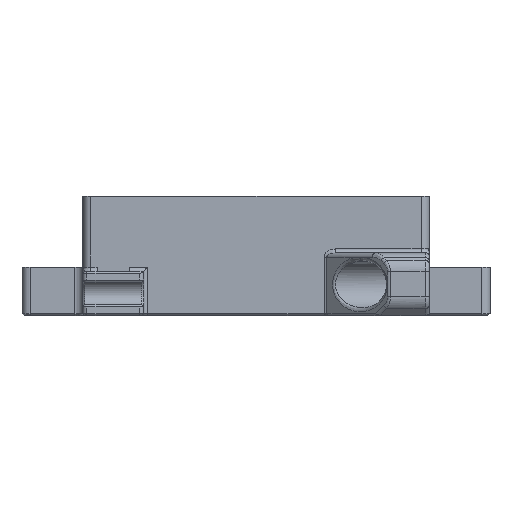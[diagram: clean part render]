
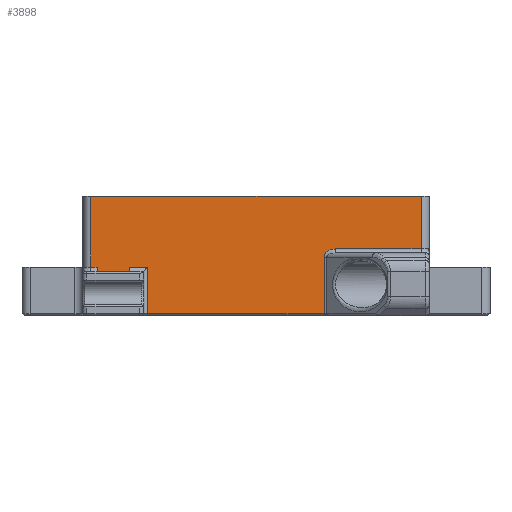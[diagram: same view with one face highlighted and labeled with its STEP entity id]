
A CAD part, left-side view. The second image highlights one B-rep face of the part: STEP entity #3898.
In plain terms, the highlighted planar face has unit normal (-1, 0, 0).
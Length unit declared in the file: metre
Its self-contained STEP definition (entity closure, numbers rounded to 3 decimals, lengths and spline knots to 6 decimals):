
#319=LINE('',#6288,#713);
#320=LINE('',#6290,#714);
#321=LINE('',#6292,#715);
#322=LINE('',#6296,#716);
#323=LINE('',#6298,#717);
#324=LINE('',#6300,#718);
#325=LINE('',#6302,#719);
#326=LINE('',#6304,#720);
#327=LINE('',#6306,#721);
#328=LINE('',#6308,#722);
#329=LINE('',#6310,#723);
#330=LINE('',#6311,#724);
#713=VECTOR('',#4846,1.);
#714=VECTOR('',#4847,1.);
#715=VECTOR('',#4848,1.);
#716=VECTOR('',#4851,1.);
#717=VECTOR('',#4852,1.);
#718=VECTOR('',#4853,1.);
#719=VECTOR('',#4854,1.);
#720=VECTOR('',#4855,1.);
#721=VECTOR('',#4856,1.);
#722=VECTOR('',#4857,1.);
#723=VECTOR('',#4858,1.);
#724=VECTOR('',#4859,1.);
#1134=PLANE('',#4200);
#1247=FACE_OUTER_BOUND('',#1483,.T.);
#1483=EDGE_LOOP('',(#2918,#2919,#2920,#2921,#2922,#2923,#2924,#2925,#2926,
#2927,#2928,#2929,#2930));
#1700=ELLIPSE('',#4201,0.002828,0.002);
#1928=VERTEX_POINT('',#6286);
#1929=VERTEX_POINT('',#6287);
#1930=VERTEX_POINT('',#6289);
#1931=VERTEX_POINT('',#6291);
#1932=VERTEX_POINT('',#6293);
#1933=VERTEX_POINT('',#6295);
#1934=VERTEX_POINT('',#6297);
#1935=VERTEX_POINT('',#6299);
#1936=VERTEX_POINT('',#6301);
#1937=VERTEX_POINT('',#6303);
#1938=VERTEX_POINT('',#6305);
#1939=VERTEX_POINT('',#6307);
#1940=VERTEX_POINT('',#6309);
#2313=EDGE_CURVE('',#1928,#1929,#319,.F.);
#2314=EDGE_CURVE('',#1929,#1930,#320,.T.);
#2315=EDGE_CURVE('',#1930,#1931,#321,.T.);
#2316=EDGE_CURVE('',#1932,#1931,#1700,.T.);
#2317=EDGE_CURVE('',#1932,#1933,#322,.T.);
#2318=EDGE_CURVE('',#1933,#1934,#323,.F.);
#2319=EDGE_CURVE('',#1934,#1935,#324,.T.);
#2320=EDGE_CURVE('',#1935,#1936,#325,.T.);
#2321=EDGE_CURVE('',#1936,#1937,#326,.F.);
#2322=EDGE_CURVE('',#1937,#1938,#327,.T.);
#2323=EDGE_CURVE('',#1939,#1938,#328,.T.);
#2324=EDGE_CURVE('',#1939,#1940,#329,.T.);
#2325=EDGE_CURVE('',#1940,#1928,#330,.F.);
#2918=ORIENTED_EDGE('',*,*,#2313,.T.);
#2919=ORIENTED_EDGE('',*,*,#2314,.T.);
#2920=ORIENTED_EDGE('',*,*,#2315,.T.);
#2921=ORIENTED_EDGE('',*,*,#2316,.F.);
#2922=ORIENTED_EDGE('',*,*,#2317,.T.);
#2923=ORIENTED_EDGE('',*,*,#2318,.T.);
#2924=ORIENTED_EDGE('',*,*,#2319,.T.);
#2925=ORIENTED_EDGE('',*,*,#2320,.T.);
#2926=ORIENTED_EDGE('',*,*,#2321,.T.);
#2927=ORIENTED_EDGE('',*,*,#2322,.T.);
#2928=ORIENTED_EDGE('',*,*,#2323,.F.);
#2929=ORIENTED_EDGE('',*,*,#2324,.T.);
#2930=ORIENTED_EDGE('',*,*,#2325,.T.);
#3898=ADVANCED_FACE('',(#1247),#1134,.T.);
#4200=AXIS2_PLACEMENT_3D('',#6285,#4844,#4845);
#4201=AXIS2_PLACEMENT_3D('',#6294,#4849,#4850);
#4844=DIRECTION('center_axis',(-1.,0.,0.));
#4845=DIRECTION('ref_axis',(0.,0.,1.));
#4846=DIRECTION('',(0.,0.,1.));
#4847=DIRECTION('',(0.,-1.,0.));
#4848=DIRECTION('',(0.,0.,1.));
#4849=DIRECTION('center_axis',(-1.,0.,0.));
#4850=DIRECTION('ref_axis',(0.,-1.,0.));
#4851=DIRECTION('',(0.,-1.,0.));
#4852=DIRECTION('',(0.,0.,-1.));
#4853=DIRECTION('',(0.,1.,0.));
#4854=DIRECTION('',(0.,0.,-1.));
#4855=DIRECTION('',(0.,1.,0.));
#4856=DIRECTION('',(0.,0.,-1.));
#4857=DIRECTION('',(0.,1.,0.));
#4858=DIRECTION('',(0.,0.,1.));
#4859=DIRECTION('',(0.,1.,0.));
#6285=CARTESIAN_POINT('Origin',(-0.172926,-0.061704,
0.01725));
#6286=CARTESIAN_POINT('',(-0.172926,-0.035004,0.02725));
#6287=CARTESIAN_POINT('',(-0.172926,-0.035004,0.01575));
#6288=CARTESIAN_POINT('',(-0.172926,-0.035004,0.01725));
#6289=CARTESIAN_POINT('',(-0.172926,-0.07849,0.01575));
#6290=CARTESIAN_POINT('',(-0.172926,-0.07849,0.01575));
#6291=CARTESIAN_POINT('',(-0.172926,-0.07849,0.02975));
#6292=CARTESIAN_POINT('',(-0.172926,-0.07849,0.01725));
#6293=CARTESIAN_POINT('',(-0.172926,-0.081318,0.03175));
#6294=CARTESIAN_POINT('Origin',(-0.172926,-0.081318,0.02975));
#6295=CARTESIAN_POINT('',(-0.172926,-0.102404,0.03175));
#6296=CARTESIAN_POINT('',(-0.172926,-0.061704,0.03175));
#6297=CARTESIAN_POINT('',(-0.172926,-0.102404,0.04475));
#6298=CARTESIAN_POINT('',(-0.172926,-0.102404,0.01725));
#6299=CARTESIAN_POINT('',(-0.172926,-0.021004,0.04475));
#6300=CARTESIAN_POINT('',(-0.172926,-0.061704,0.04475));
#6301=CARTESIAN_POINT('',(-0.172926,-0.021004,0.02725));
#6302=CARTESIAN_POINT('',(-0.172926,-0.021004,0.02625));
#6303=CARTESIAN_POINT('',(-0.172926,-0.022504,0.02725));
#6304=CARTESIAN_POINT('',(-0.172926,-0.022504,0.02725));
#6305=CARTESIAN_POINT('',(-0.172926,-0.022504,0.02625));
#6306=CARTESIAN_POINT('',(-0.172926,-0.022504,0.01725));
#6307=CARTESIAN_POINT('',(-0.172926,-0.030504,0.02625));
#6308=CARTESIAN_POINT('',(-0.172926,-0.034006,0.02625));
#6309=CARTESIAN_POINT('',(-0.172926,-0.030504,0.02725));
#6310=CARTESIAN_POINT('',(-0.172926,-0.030504,0.01725));
#6311=CARTESIAN_POINT('',(-0.172926,-0.061704,0.02725));
